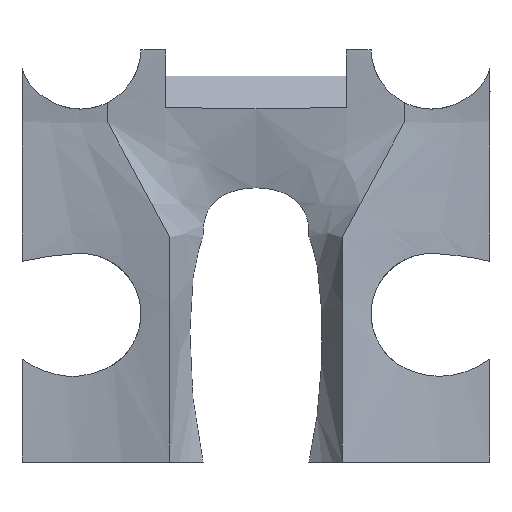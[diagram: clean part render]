
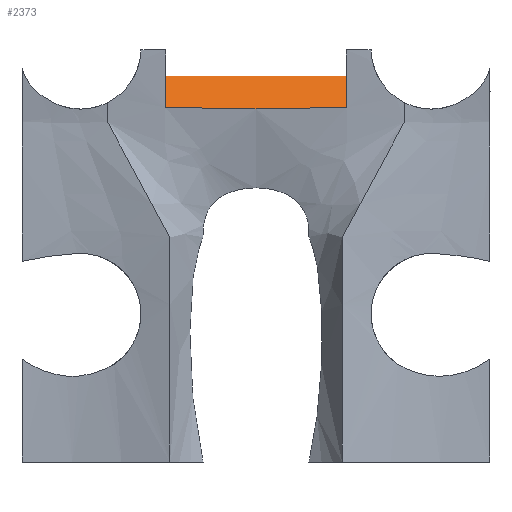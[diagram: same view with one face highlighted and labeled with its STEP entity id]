
A CAD part, front view. The second image highlights one B-rep face of the part: STEP entity #2373.
In plain terms, the highlighted planar face has unit normal (0, -0.866, 0.5).
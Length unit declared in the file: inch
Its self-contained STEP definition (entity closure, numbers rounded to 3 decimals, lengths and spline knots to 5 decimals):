
#204 = LINE ( 'NONE', #2575, #4978 ) ;
#428 = LINE ( 'NONE', #4396, #8503 ) ;
#448 = PLANE ( 'NONE',  #6388 ) ;
#988 = CARTESIAN_POINT ( 'NONE',  ( -0.96677, 3.89851, 4.12014 ) ) ;
#1000 = ORIENTED_EDGE ( 'NONE', *, *, #2743, .T. ) ;
#1151 = CARTESIAN_POINT ( 'NONE',  ( -2.9, 0., -2.63228 ) ) ;
#1240 = DIRECTION ( 'NONE',  ( 0., 0.5, 0.866 ) ) ;
#1302 = CARTESIAN_POINT ( 'NONE',  ( 2.9, 3.91865, 4.15501 ) ) ;
#1485 = VECTOR ( 'NONE', #4970, 39.37008 ) ;
#1522 = VERTEX_POINT ( 'NONE', #2346 ) ;
#1576 = FACE_OUTER_BOUND ( 'NONE', #3549, .T. ) ;
#1770 = CARTESIAN_POINT ( 'NONE',  ( 2.9, 3.91865, 4.15501 ) ) ;
#1772 = ORIENTED_EDGE ( 'NONE', *, *, #8268, .T. ) ;
#1975 = ORIENTED_EDGE ( 'NONE', *, *, #3825, .F. ) ;
#2346 = CARTESIAN_POINT ( 'NONE',  ( -2.9, 3.91865, 4.15501 ) ) ;
#2373 = ADVANCED_FACE ( 'NONE', ( #1576 ), #448, .F. ) ;
#2446 = CARTESIAN_POINT ( 'NONE',  ( -1.93349, 3.90572, 4.13262 ) ) ;
#2575 = CARTESIAN_POINT ( 'NONE',  ( 2.9, 0., -2.63228 ) ) ;
#2719 = VERTEX_POINT ( 'NONE', #1302 ) ;
#2743 = EDGE_CURVE ( 'NONE', #2719, #5895, #204, .T. ) ;
#2975 = CARTESIAN_POINT ( 'NONE',  ( 2.41678, 3.91112, 4.14197 ) ) ;
#3027 = B_SPLINE_CURVE_WITH_KNOTS ( 'NONE', 3,
 ( #5771, #6430, #2446, #988, #3062, #8419, #7827, #6488, #2975, #1770 ),
 .UNSPECIFIED., .F., .F.,
 ( 4, 2, 2, 2, 4 ),
 ( 0., 0.03684, 0.07367, 0.11051, 0.14734 ),
 .UNSPECIFIED. ) ;
#3062 = CARTESIAN_POINT ( 'NONE',  ( -0.48331, 3.89671, 4.11702 ) ) ;
#3549 = EDGE_LOOP ( 'NONE', ( #1975, #8452, #1772, #1000 ) ) ;
#3825 = EDGE_CURVE ( 'NONE', #4510, #5895, #3932, .T. ) ;
#3932 = LINE ( 'NONE', #6304, #1485 ) ;
#4396 = CARTESIAN_POINT ( 'NONE',  ( -2.9, 0., -2.63228 ) ) ;
#4510 = VERTEX_POINT ( 'NONE', #7753 ) ;
#4970 = DIRECTION ( 'NONE',  ( 1., 0., 0. ) ) ;
#4978 = VECTOR ( 'NONE', #6143, 39.37008 ) ;
#5193 = EDGE_CURVE ( 'NONE', #1522, #4510, #428, .T. ) ;
#5308 = DIRECTION ( 'NONE',  ( 0., 0.866, -0.5 ) ) ;
#5771 = CARTESIAN_POINT ( 'NONE',  ( -2.9, 3.91865, 4.15501 ) ) ;
#5791 = DIRECTION ( 'NONE',  ( 0., 0.5, 0.866 ) ) ;
#5895 = VERTEX_POINT ( 'NONE', #8743 ) ;
#6143 = DIRECTION ( 'NONE',  ( 0., 0.5, 0.866 ) ) ;
#6304 = CARTESIAN_POINT ( 'NONE',  ( -2.9, 4.5, 5.16195 ) ) ;
#6388 = AXIS2_PLACEMENT_3D ( 'NONE', #1151, #5308, #1240 ) ;
#6430 = CARTESIAN_POINT ( 'NONE',  ( -2.41678, 3.91112, 4.14197 ) ) ;
#6488 = CARTESIAN_POINT ( 'NONE',  ( 1.9335, 3.90572, 4.13262 ) ) ;
#7753 = CARTESIAN_POINT ( 'NONE',  ( -2.9, 4.5, 5.16195 ) ) ;
#7827 = CARTESIAN_POINT ( 'NONE',  ( 0.96687, 3.89852, 4.12014 ) ) ;
#8268 = EDGE_CURVE ( 'NONE', #1522, #2719, #3027, .T. ) ;
#8419 = CARTESIAN_POINT ( 'NONE',  ( 0.4835, 3.89671, 4.11702 ) ) ;
#8452 = ORIENTED_EDGE ( 'NONE', *, *, #5193, .F. ) ;
#8503 = VECTOR ( 'NONE', #5791, 39.37008 ) ;
#8743 = CARTESIAN_POINT ( 'NONE',  ( 2.9, 4.5, 5.16195 ) ) ;
